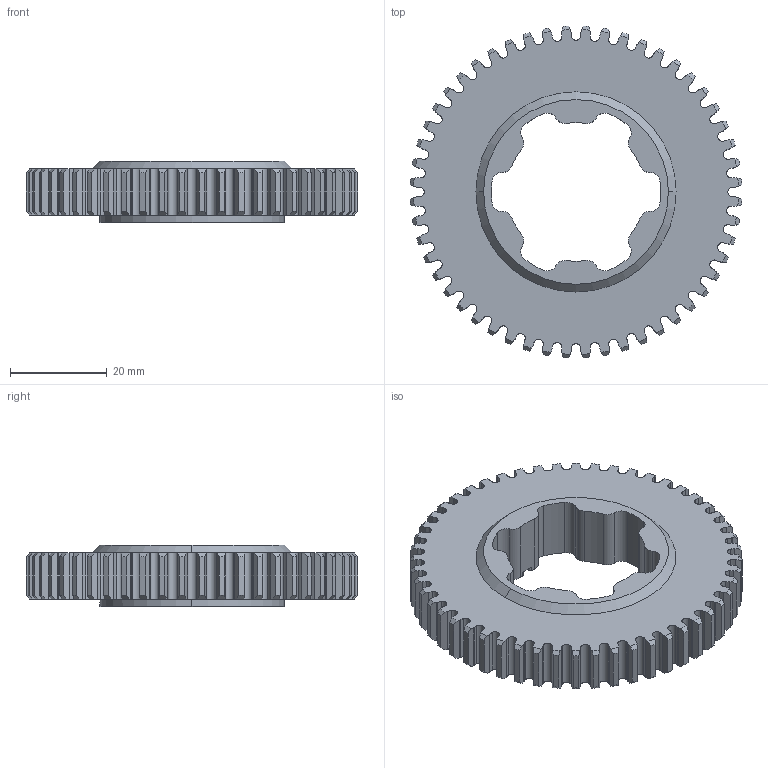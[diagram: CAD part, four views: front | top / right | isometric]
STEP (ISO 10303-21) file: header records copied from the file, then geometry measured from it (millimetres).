
FILE_DESCRIPTION (( 'STEP AP203' ), '1' );
FILE_NAME ('REV-21-3020.STEP', '2022-04-04T19:46:39', ( '' ), ( '' ), 'SwSTEP 2.0', 'SolidWorks 2022', '' );
FILE_SCHEMA (( 'CONFIG_CONTROL_DESIGN' ));
Length unit declared in the file: inch
Products named in the file (1): REV-21-3020
Bounding box: 68.42 x 68.42 x 12.7 mm (x, y, z)
Volume: 15102.1 mm3; surface area: 12590.7 mm2
Topology: 1 solids, 1 shells, 605 faces, 1797 edges, 1196 vertices
Faces by surface type: bspline 208, cylinder 172, plane 112, cone 109, torus 4
Entity records: 26614 total; most frequent: CARTESIAN_POINT 11718, ORIENTED_EDGE 3594, DIRECTION 2433, EDGE_CURVE 1797, VERTEX_POINT 1196, AXIS2_PLACEMENT_3D 865, VECTOR 703, LINE 703
